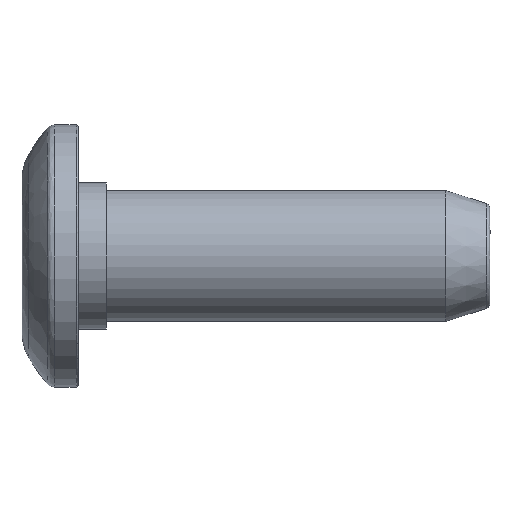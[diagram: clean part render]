
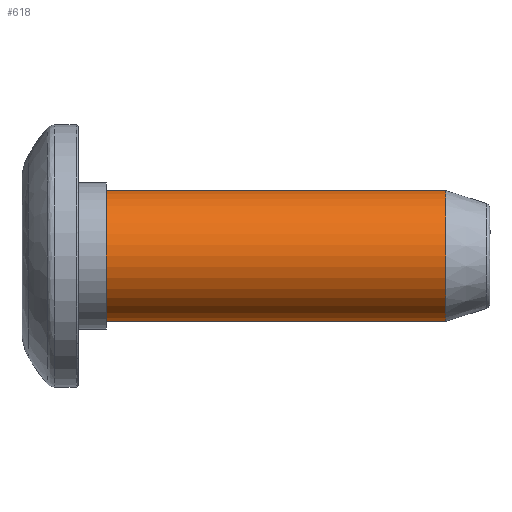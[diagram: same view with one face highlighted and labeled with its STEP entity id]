
A CAD part, front view. The second image highlights one B-rep face of the part: STEP entity #618.
In plain terms, the highlighted cylindrical face has radius 3.5 mm (diameter 7 mm), a partial arc.
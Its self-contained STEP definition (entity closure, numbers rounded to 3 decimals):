
#15 = VERTEX_POINT ( 'NONE', #71 ) ;
#71 = CARTESIAN_POINT ( 'NONE',  ( 4.5, 0., 3.5 ) ) ;
#98 = DIRECTION ( 'NONE',  ( 0., 0., 1. ) ) ;
#103 = CARTESIAN_POINT ( 'NONE',  ( 22.642, 0., 3.5 ) ) ;
#115 = DIRECTION ( 'NONE',  ( -1., 0., 0. ) ) ;
#128 = AXIS2_PLACEMENT_3D ( 'NONE', #1449, #1560, #823 ) ;
#163 = CIRCLE ( 'NONE', #695, 3.5 ) ;
#164 = VERTEX_POINT ( 'NONE', #417 ) ;
#173 = AXIS2_PLACEMENT_3D ( 'NONE', #1095, #115, #98 ) ;
#203 = EDGE_LOOP ( 'NONE', ( #1584, #1418, #1249, #1412 ) ) ;
#262 = CARTESIAN_POINT ( 'NONE',  ( 25., 0., 3.5 ) ) ;
#298 = EDGE_CURVE ( 'NONE', #164, #1147, #500, .T. ) ;
#345 = VECTOR ( 'NONE', #645, 1000. ) ;
#417 = CARTESIAN_POINT ( 'NONE',  ( 22.642, 0., -3.5 ) ) ;
#437 = DIRECTION ( 'NONE',  ( 0., 0., 1. ) ) ;
#493 = DIRECTION ( 'NONE',  ( -1., 0., 0. ) ) ;
#500 = LINE ( 'NONE', #1360, #560 ) ;
#519 = CARTESIAN_POINT ( 'NONE',  ( 4.5, 0., -3.5 ) ) ;
#560 = VECTOR ( 'NONE', #493, 1000. ) ;
#618 = ADVANCED_FACE ( 'NONE', ( #1574 ), #689, .T. ) ;
#645 = DIRECTION ( 'NONE',  ( -1., 0., 0. ) ) ;
#689 = CYLINDRICAL_SURFACE ( 'NONE', #128, 3.5 ) ;
#695 = AXIS2_PLACEMENT_3D ( 'NONE', #1058, #1187, #437 ) ;
#712 = CIRCLE ( 'NONE', #173, 3.5 ) ;
#823 = DIRECTION ( 'NONE',  ( 0., 0., 1. ) ) ;
#848 = LINE ( 'NONE', #262, #345 ) ;
#1058 = CARTESIAN_POINT ( 'NONE',  ( 4.5, 0., 0. ) ) ;
#1095 = CARTESIAN_POINT ( 'NONE',  ( 22.642, 0., 0. ) ) ;
#1147 = VERTEX_POINT ( 'NONE', #519 ) ;
#1187 = DIRECTION ( 'NONE',  ( 1., 0., 0. ) ) ;
#1191 = EDGE_CURVE ( 'NONE', #1300, #15, #848, .T. ) ;
#1249 = ORIENTED_EDGE ( 'NONE', *, *, #1191, .T. ) ;
#1300 = VERTEX_POINT ( 'NONE', #103 ) ;
#1353 = EDGE_CURVE ( 'NONE', #164, #1300, #712, .T. ) ;
#1360 = CARTESIAN_POINT ( 'NONE',  ( 25., 0., -3.5 ) ) ;
#1412 = ORIENTED_EDGE ( 'NONE', *, *, #1523, .T. ) ;
#1418 = ORIENTED_EDGE ( 'NONE', *, *, #1353, .T. ) ;
#1449 = CARTESIAN_POINT ( 'NONE',  ( 25., 0., 0. ) ) ;
#1523 = EDGE_CURVE ( 'NONE', #15, #1147, #163, .T. ) ;
#1560 = DIRECTION ( 'NONE',  ( -1., 0., 0. ) ) ;
#1574 = FACE_OUTER_BOUND ( 'NONE', #203, .T. ) ;
#1584 = ORIENTED_EDGE ( 'NONE', *, *, #298, .F. ) ;
